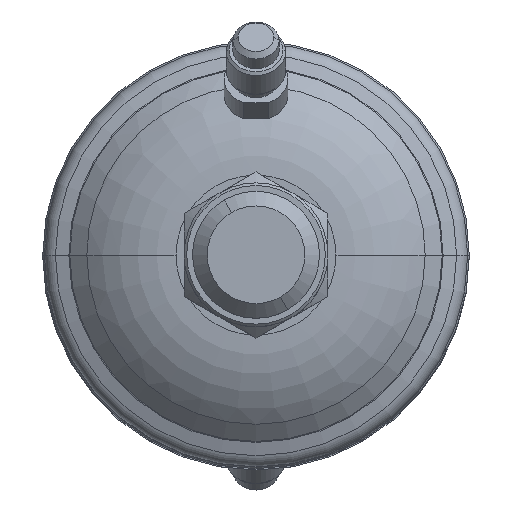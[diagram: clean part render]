
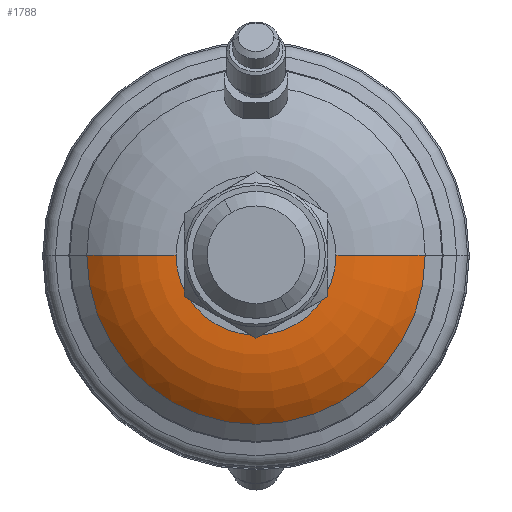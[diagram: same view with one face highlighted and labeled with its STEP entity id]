
A CAD part, top view. The second image highlights one B-rep face of the part: STEP entity #1788.
In plain terms, the highlighted toroidal (fillet/blend) face has major radius 14.996 mm and minor radius 25 mm.
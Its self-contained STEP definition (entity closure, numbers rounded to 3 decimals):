
#117 = CIRCLE ( 'NONE', #1349, 31.725 ) ;
#237 = CARTESIAN_POINT ( 'NONE',  ( -31.725, 0., 88.579 ) ) ;
#400 = CIRCLE ( 'NONE', #1049, 25. ) ;
#627 = ORIENTED_EDGE ( 'NONE', *, *, #4150, .T. ) ;
#738 = VERTEX_POINT ( 'NONE', #1237 ) ;
#880 = DIRECTION ( 'NONE',  ( 0., 0., -1. ) ) ;
#961 = CARTESIAN_POINT ( 'NONE',  ( 31.725, 0., 88.579 ) ) ;
#1049 = AXIS2_PLACEMENT_3D ( 'NONE', #2108, #2430, #2063 ) ;
#1237 = CARTESIAN_POINT ( 'NONE',  ( -14.996, 0., 95. ) ) ;
#1252 = DIRECTION ( 'NONE',  ( 1., 0., 0. ) ) ;
#1349 = AXIS2_PLACEMENT_3D ( 'NONE', #2561, #3613, #1564 ) ;
#1564 = DIRECTION ( 'NONE',  ( -1., 0., 0. ) ) ;
#1629 = VERTEX_POINT ( 'NONE', #2953 ) ;
#1644 = AXIS2_PLACEMENT_3D ( 'NONE', #2995, #4403, #1252 ) ;
#1655 = ORIENTED_EDGE ( 'NONE', *, *, #2923, .T. ) ;
#1788 = ADVANCED_FACE ( 'NONE', ( #2041 ), #3973, .T. ) ;
#1971 = AXIS2_PLACEMENT_3D ( 'NONE', #3099, #4513, #4160 ) ;
#1979 = EDGE_CURVE ( 'NONE', #3440, #4050, #117, .T. ) ;
#2041 = FACE_OUTER_BOUND ( 'NONE', #4055, .T. ) ;
#2063 = DIRECTION ( 'NONE',  ( -1., 0., 0. ) ) ;
#2108 = CARTESIAN_POINT ( 'NONE',  ( 14.996, 0., 70. ) ) ;
#2235 = DIRECTION ( 'NONE',  ( -1., 0., 0. ) ) ;
#2298 = CIRCLE ( 'NONE', #1644, 25. ) ;
#2430 = DIRECTION ( 'NONE',  ( 0., 1., 0. ) ) ;
#2561 = CARTESIAN_POINT ( 'NONE',  ( 0., 0., 88.579 ) ) ;
#2613 = ORIENTED_EDGE ( 'NONE', *, *, #1979, .F. ) ;
#2790 = AXIS2_PLACEMENT_3D ( 'NONE', #4033, #880, #2235 ) ;
#2923 = EDGE_CURVE ( 'NONE', #1629, #738, #4484, .T. ) ;
#2953 = CARTESIAN_POINT ( 'NONE',  ( 14.996, 0., 95. ) ) ;
#2995 = CARTESIAN_POINT ( 'NONE',  ( -14.996, 0., 70. ) ) ;
#3099 = CARTESIAN_POINT ( 'NONE',  ( 0., 0., 70. ) ) ;
#3440 = VERTEX_POINT ( 'NONE', #961 ) ;
#3608 = EDGE_CURVE ( 'NONE', #1629, #3440, #400, .T. ) ;
#3613 = DIRECTION ( 'NONE',  ( 0., 0., -1. ) ) ;
#3973 = TOROIDAL_SURFACE ( 'NONE', #1971, 14.996, 25. ) ;
#4033 = CARTESIAN_POINT ( 'NONE',  ( 0., 0., 95. ) ) ;
#4050 = VERTEX_POINT ( 'NONE', #237 ) ;
#4055 = EDGE_LOOP ( 'NONE', ( #4439, #1655, #627, #2613 ) ) ;
#4150 = EDGE_CURVE ( 'NONE', #738, #4050, #2298, .T. ) ;
#4160 = DIRECTION ( 'NONE',  ( -1., 0., 0. ) ) ;
#4403 = DIRECTION ( 'NONE',  ( 0., -1., 0. ) ) ;
#4439 = ORIENTED_EDGE ( 'NONE', *, *, #3608, .F. ) ;
#4484 = CIRCLE ( 'NONE', #2790, 14.996 ) ;
#4513 = DIRECTION ( 'NONE',  ( 0., 0., -1. ) ) ;
